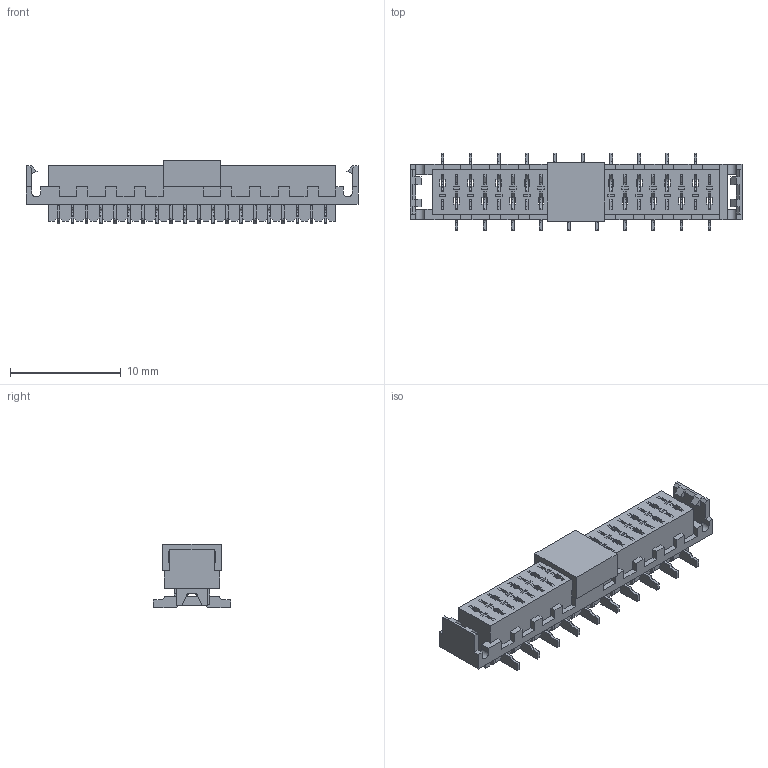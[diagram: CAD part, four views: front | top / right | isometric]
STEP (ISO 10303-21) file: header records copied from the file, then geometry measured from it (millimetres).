
FILE_DESCRIPTION(/* description */ ('Unknown'),/* implementation_level */ '2;1');
FILE_NAME(/* name */ 'J_Wurth_WR-MM_690367292076',/* time_stamp */ '2025-05-07T10:37:34+08:00',/* author */ ('Unknown'),/* organization */ ('Unknown'),/* preprocessor_version */ 'ST-DEVELOPER v19.4',/* originating_system */ 'Solid Edge',/* authorisation */ 'Unknown');
FILE_SCHEMA (('AUTOMOTIVE_DESIGN {1 0 10303 214 3 1 1}'));
Length unit declared in the file: millimetre
Products named in the file (2): J_Wurth_WR-MM_690367292076
Assembly tree (1 placements, depth 2):
  J_Wurth_WR-MM_690367292076
    J_Wurth_WR-MM_690367292076
Bounding box: 30 x 7 x 5.75 mm (x, y, z)
Volume: 496.1 mm3; surface area: 1985.1 mm2
Topology: 22 solids, 22 shells, 1640 faces, 4854 edges, 3236 vertices
Faces by surface type: plane 1276, cylinder 364
Entity records: 54670 total; most frequent: CARTESIAN_POINT 9732, ORIENTED_EDGE 9708, DIRECTION 8866, EDGE_CURVE 4854, LINE 4126, VECTOR 4126, VERTEX_POINT 3236, AXIS2_PLACEMENT_3D 2370
